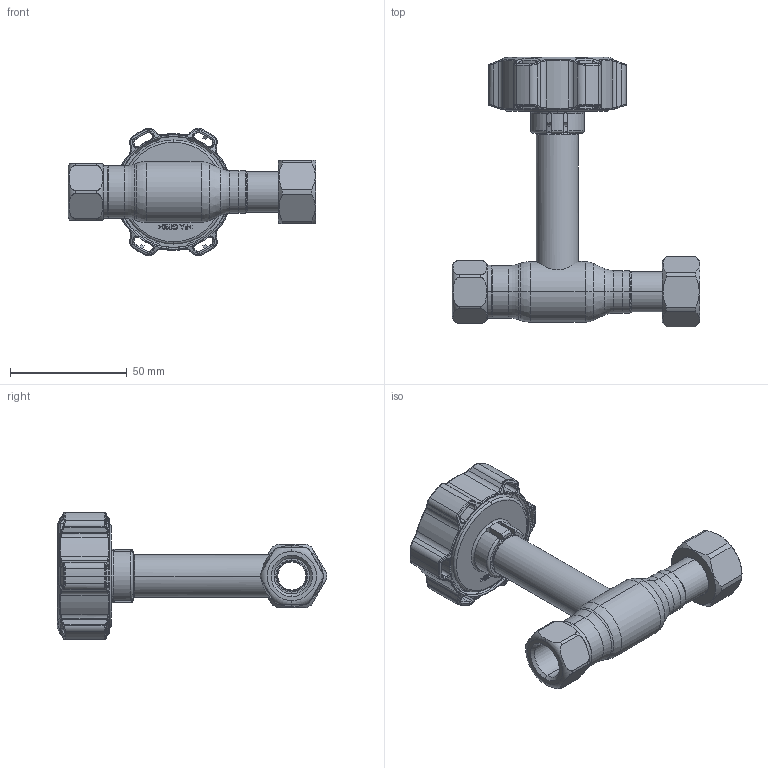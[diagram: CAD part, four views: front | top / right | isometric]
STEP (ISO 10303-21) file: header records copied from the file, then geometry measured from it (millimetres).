
FILE_DESCRIPTION (( 'STEP AP214' ), '1' );
FILE_NAME ('1010002201-1200.step', '2024-01-16T11:14:53', ( '' ), ( '' ), 'SwSTEP 2.0', 'SolidWorks 2021', '' );
FILE_SCHEMA (( 'AUTOMOTIVE_DESIGN' ));
Length unit declared in the file: millimetre
Products named in the file (1): 1010002201-1200
Bounding box: 105.9 x 115.4 x 54.57 mm (x, y, z)
Surface area: 29791.5 mm2 (no closed solid volume)
Topology: 0 solids, 12 shells, 569 faces, 1601 edges, 1019 vertices
Faces by surface type: bspline 171, cylinder 146, plane 107, torus 87, cone 58
Entity records: 34212 total; most frequent: CARTESIAN_POINT 14850, ORIENTED_EDGE 2887, DIRECTION 2347, EDGE_CURVE 1601, VERTEX_POINT 1019, AXIS2_PLACEMENT_3D 941, EDGE_LOOP 606, UNCERTAINTY_MEASURE_WITH_UNIT 571
